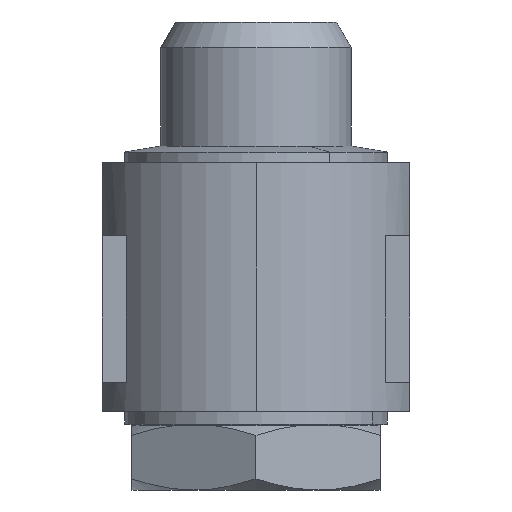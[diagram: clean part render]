
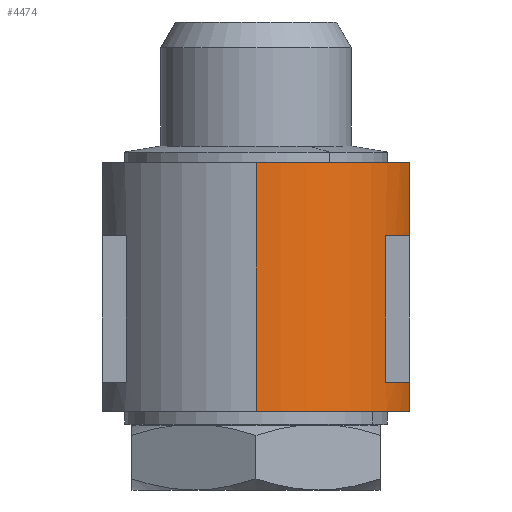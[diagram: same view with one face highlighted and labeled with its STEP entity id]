
A CAD part, left-side view. The second image highlights one B-rep face of the part: STEP entity #4474.
In plain terms, the highlighted cylindrical face has radius 11 mm (diameter 22 mm), a partial arc.
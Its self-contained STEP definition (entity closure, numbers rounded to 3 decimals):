
#758 = CIRCLE ( 'NONE', #2942, 11. ) ;
#759 = LINE ( 'NONE', #1663, #766 ) ;
#764 = CIRCLE ( 'NONE', #2940, 11. ) ;
#765 = CIRCLE ( 'NONE', #2941, 11. ) ;
#766 = VECTOR ( 'NONE', #1672, 1000. ) ;
#767 = LINE ( 'NONE', #1664, #769 ) ;
#768 = LINE ( 'NONE', #2287, #772 ) ;
#769 = VECTOR ( 'NONE', #1665, 1000. ) ;
#770 = CIRCLE ( 'NONE', #2943, 11. ) ;
#771 = LINE ( 'NONE', #2264, #775 ) ;
#772 = VECTOR ( 'NONE', #2296, 1000. ) ;
#775 = VECTOR ( 'NONE', #2273, 1000. ) ;
#1654 = DIRECTION ( 'NONE',  ( -1., 0., 0. ) ) ;
#1660 = DIRECTION ( 'NONE',  ( 0., 0., -1. ) ) ;
#1662 = CARTESIAN_POINT ( 'NONE',  ( 0., 0., 22. ) ) ;
#1663 = CARTESIAN_POINT ( 'NONE',  ( -11., 0., 24. ) ) ;
#1664 = CARTESIAN_POINT ( 'NONE',  ( -3.279, -10.5, 24. ) ) ;
#1665 = DIRECTION ( 'NONE',  ( 0., 0., -1. ) ) ;
#1672 = DIRECTION ( 'NONE',  ( 0., 0., -1. ) ) ;
#1795 = CARTESIAN_POINT ( 'NONE',  ( -3.279, -10.5, 22. ) ) ;
#1805 = CARTESIAN_POINT ( 'NONE',  ( -6.5, -8.874, 7. ) ) ;
#1808 = CARTESIAN_POINT ( 'NONE',  ( -3.279, -10.5, 17. ) ) ;
#1811 = CARTESIAN_POINT ( 'NONE',  ( -11., 0., 5. ) ) ;
#1812 = CARTESIAN_POINT ( 'NONE',  ( -3.279, -10.5, 5. ) ) ;
#1824 = CARTESIAN_POINT ( 'NONE',  ( -3.279, -10.5, 7. ) ) ;
#1864 = CARTESIAN_POINT ( 'NONE',  ( -11., 0., 22. ) ) ;
#2263 = CARTESIAN_POINT ( 'NONE',  ( 0., 0., 17. ) ) ;
#2264 = CARTESIAN_POINT ( 'NONE',  ( -3.279, -10.5, 24. ) ) ;
#2273 = DIRECTION ( 'NONE',  ( 0., 0., -1. ) ) ;
#2278 = DIRECTION ( 'NONE',  ( 1., 0., 0. ) ) ;
#2280 = DIRECTION ( 'NONE',  ( 0., 0., 1. ) ) ;
#2285 = CARTESIAN_POINT ( 'NONE',  ( 0., 0., 7. ) ) ;
#2287 = CARTESIAN_POINT ( 'NONE',  ( -6.5, -8.874, 24. ) ) ;
#2296 = DIRECTION ( 'NONE',  ( 0., 0., -1. ) ) ;
#2298 = DIRECTION ( 'NONE',  ( 1., 0., 0. ) ) ;
#2306 = DIRECTION ( 'NONE',  ( 0., 0., 1. ) ) ;
#2309 = CARTESIAN_POINT ( 'NONE',  ( 0., 0., 5. ) ) ;
#2315 = DIRECTION ( 'NONE',  ( -1., 0., 0. ) ) ;
#2316 = DIRECTION ( 'NONE',  ( 0., 0., -1. ) ) ;
#2326 = VERTEX_POINT ( 'NONE', #1812 ) ;
#2327 = VERTEX_POINT ( 'NONE', #1811 ) ;
#2328 = VERTEX_POINT ( 'NONE', #1808 ) ;
#2329 = VERTEX_POINT ( 'NONE', #1805 ) ;
#2332 = VERTEX_POINT ( 'NONE', #1795 ) ;
#2335 = VERTEX_POINT ( 'NONE', #1824 ) ;
#2337 = VERTEX_POINT ( 'NONE', #1864 ) ;
#2687 = EDGE_CURVE ( 'NONE', #2332, #2337, #764, .T. ) ;
#2688 = EDGE_CURVE ( 'NONE', #2337, #2327, #759, .T. ) ;
#2689 = EDGE_CURVE ( 'NONE', #2327, #2326, #765, .T. ) ;
#2690 = EDGE_CURVE ( 'NONE', #2335, #2326, #767, .T. ) ;
#2691 = EDGE_CURVE ( 'NONE', #2329, #2335, #758, .T. ) ;
#2692 = EDGE_CURVE ( 'NONE', #2789, #2329, #768, .T. ) ;
#2693 = EDGE_CURVE ( 'NONE', #2328, #2789, #770, .T. ) ;
#2694 = EDGE_CURVE ( 'NONE', #2332, #2328, #771, .T. ) ;
#2789 = VERTEX_POINT ( 'NONE', #3138 ) ;
#2940 = AXIS2_PLACEMENT_3D ( 'NONE', #1662, #1660, #1654 ) ;
#2941 = AXIS2_PLACEMENT_3D ( 'NONE', #2309, #2306, #2298 ) ;
#2942 = AXIS2_PLACEMENT_3D ( 'NONE', #2285, #2280, #2278 ) ;
#2943 = AXIS2_PLACEMENT_3D ( 'NONE', #2263, #2316, #2315 ) ;
#3138 = CARTESIAN_POINT ( 'NONE',  ( -6.5, -8.874, 17. ) ) ;
#3551 = CARTESIAN_POINT ( 'NONE',  ( 0., 0., 24. ) ) ;
#3552 = DIRECTION ( 'NONE',  ( 0., 0., -1. ) ) ;
#3560 = DIRECTION ( 'NONE',  ( -1., 0., 0. ) ) ;
#4014 = EDGE_LOOP ( 'NONE', ( #4069, #4070, #4071, #4072, #4073, #4074, #4075, #4076 ) ) ;
#4069 = ORIENTED_EDGE ( 'NONE', *, *, #2687, .T. ) ;
#4070 = ORIENTED_EDGE ( 'NONE', *, *, #2688, .T. ) ;
#4071 = ORIENTED_EDGE ( 'NONE', *, *, #2689, .T. ) ;
#4072 = ORIENTED_EDGE ( 'NONE', *, *, #2690, .F. ) ;
#4073 = ORIENTED_EDGE ( 'NONE', *, *, #2691, .F. ) ;
#4074 = ORIENTED_EDGE ( 'NONE', *, *, #2692, .F. ) ;
#4075 = ORIENTED_EDGE ( 'NONE', *, *, #2693, .F. ) ;
#4076 = ORIENTED_EDGE ( 'NONE', *, *, #2694, .F. ) ;
#4167 = AXIS2_PLACEMENT_3D ( 'NONE', #3551, #3552, #3560 ) ;
#4308 = FACE_OUTER_BOUND ( 'NONE', #4014, .T. ) ;
#4316 = CYLINDRICAL_SURFACE ( 'NONE', #4167, 11. ) ;
#4474 = ADVANCED_FACE ( 'NONE', ( #4308 ), #4316, .T. ) ;
